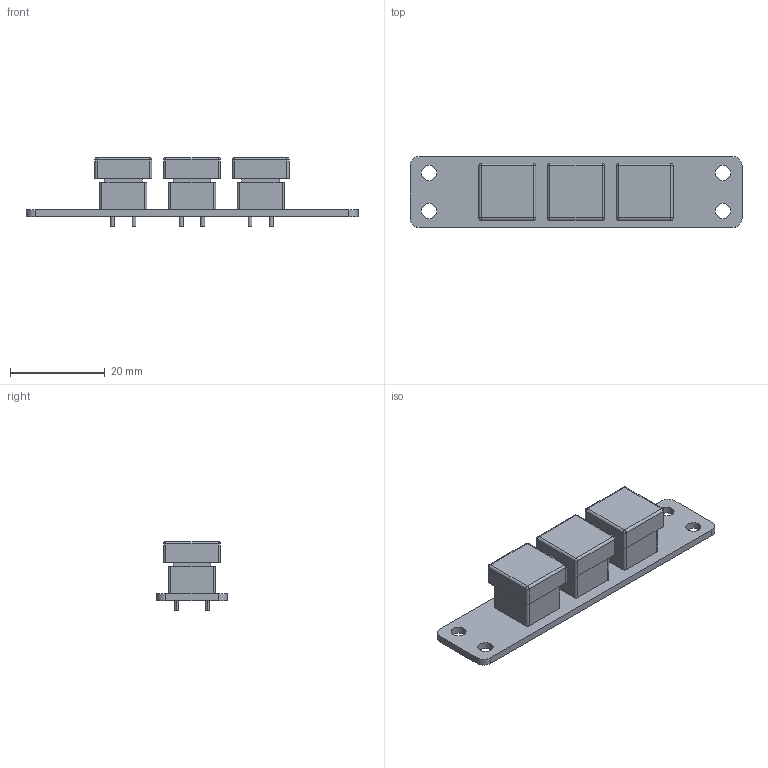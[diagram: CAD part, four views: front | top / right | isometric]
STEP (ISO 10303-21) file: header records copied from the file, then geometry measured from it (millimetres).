
FILE_DESCRIPTION (( 'STEP AP203' ), '1' );
FILE_NAME ('Mala klavesnica - rozlozenie.STEP', '2024-10-18T06:57:24', ( '' ), ( '' ), 'SwSTEP 2.0', 'SolidWorks 2024', '' );
FILE_SCHEMA (( 'CONFIG_CONTROL_DESIGN' ));
Length unit declared in the file: millimetre
Products named in the file (3): Mala klavesnica - rozlozenie; 97-012-305; Plosak horny
Assembly tree (4 placements, depth 2):
  Mala klavesnica - rozlozenie
    97-012-305  x3
    Plosak horny
Bounding box: 70 x 15 x 14.5 mm (x, y, z)
Volume: 5323.1 mm3; surface area: 4871.4 mm2
Topology: 4 solids, 4 shells, 150 faces, 348 edges, 212 vertices
Faces by surface type: cylinder 72, plane 66, sphere 12
Entity records: 2161 total; most frequent: DIRECTION 346, CARTESIAN_POINT 305, ORIENTED_EDGE 288, EDGE_CURVE 144, AXIS2_PLACEMENT_3D 133, VERTEX_POINT 92, LINE 80, VECTOR 80
